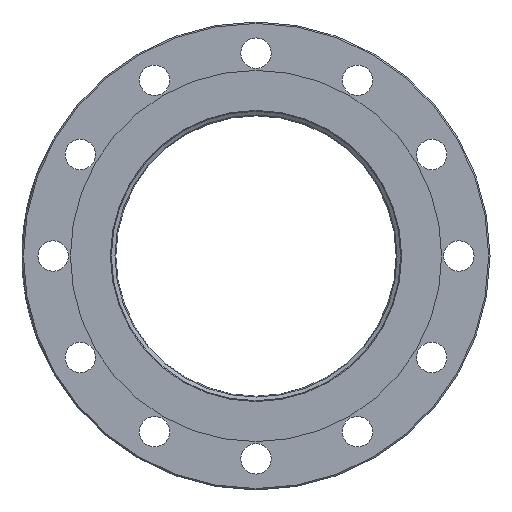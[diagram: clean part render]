
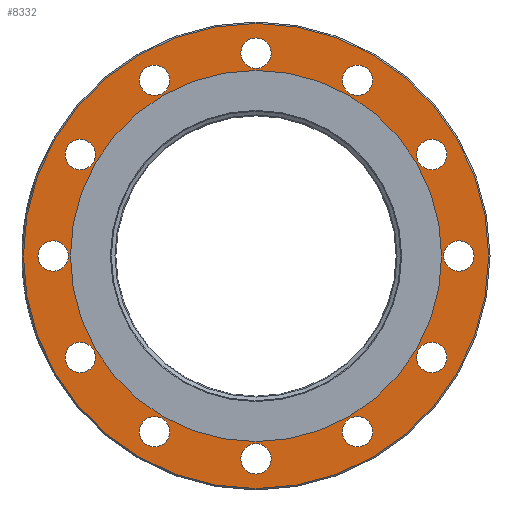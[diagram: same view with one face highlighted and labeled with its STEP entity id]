
A CAD part, left-side view. The second image highlights one B-rep face of the part: STEP entity #8332.
In plain terms, the highlighted planar face has unit normal (-1, 0, 0).
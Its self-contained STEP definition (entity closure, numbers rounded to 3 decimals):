
#300 = DIRECTION ( 'NONE',  ( -1., 0., 0. ) ) ;
#302 = FACE_BOUND ( 'NONE', #2876, .T. ) ;
#549 = DIRECTION ( 'NONE',  ( 1., 0., 0. ) ) ;
#659 = EDGE_LOOP ( 'NONE', ( #5128 ) ) ;
#865 = DIRECTION ( 'NONE',  ( 1., 0., 0. ) ) ;
#989 = EDGE_LOOP ( 'NONE', ( #6959 ) ) ;
#1020 = CARTESIAN_POINT ( 'NONE',  ( 3.962, -127.693, -73.724 ) ) ;
#1138 = DIRECTION ( 'NONE',  ( 0., -0.866, 0.5 ) ) ;
#1186 = CIRCLE ( 'NONE', #9311, 169.053 ) ;
#1251 = FACE_BOUND ( 'NONE', #8421, .T. ) ;
#1263 = AXIS2_PLACEMENT_3D ( 'NONE', #12759, #549, #1559 ) ;
#1337 = VERTEX_POINT ( 'NONE', #2735 ) ;
#1398 = EDGE_LOOP ( 'NONE', ( #3969 ) ) ;
#1464 = AXIS2_PLACEMENT_3D ( 'NONE', #10171, #7156, #13207 ) ;
#1559 = DIRECTION ( 'NONE',  ( 0., 0., -1. ) ) ;
#1651 = CARTESIAN_POINT ( 'NONE',  ( 3.962, 133.217, 64.155 ) ) ;
#1663 = VERTEX_POINT ( 'NONE', #5768 ) ;
#1692 = CARTESIAN_POINT ( 'NONE',  ( 3.962, 122.168, -83.292 ) ) ;
#1722 = FACE_BOUND ( 'NONE', #989, .T. ) ;
#1737 = CARTESIAN_POINT ( 'NONE',  ( 3.962, -147.447, 11.049 ) ) ;
#1896 = DIRECTION ( 'NONE',  ( 0., -0.5, 0.866 ) ) ;
#1980 = VERTEX_POINT ( 'NONE', #1737 ) ;
#2218 = FACE_BOUND ( 'NONE', #6419, .T. ) ;
#2231 = CARTESIAN_POINT ( 'NONE',  ( 3.962, 147.447, 0. ) ) ;
#2696 = FACE_BOUND ( 'NONE', #7079, .T. ) ;
#2735 = CARTESIAN_POINT ( 'NONE',  ( 3.962, -64.155, 133.217 ) ) ;
#2791 = VERTEX_POINT ( 'NONE', #10967 ) ;
#2826 = CIRCLE ( 'NONE', #1464, 11.049 ) ;
#2876 = EDGE_LOOP ( 'NONE', ( #11588 ) ) ;
#2901 = EDGE_CURVE ( 'NONE', #10635, #10635, #2826, .T. ) ;
#2980 = ORIENTED_EDGE ( 'NONE', *, *, #3245, .T. ) ;
#3055 = DIRECTION ( 'NONE',  ( 1., 0., 0. ) ) ;
#3084 = CIRCLE ( 'NONE', #4352, 11.049 ) ;
#3136 = CARTESIAN_POINT ( 'NONE',  ( 3.962, -73.724, 127.693 ) ) ;
#3245 = EDGE_CURVE ( 'NONE', #7138, #7138, #3423, .T. ) ;
#3249 = ORIENTED_EDGE ( 'NONE', *, *, #2901, .T. ) ;
#3365 = CARTESIAN_POINT ( 'NONE',  ( 3.962, 73.724, 127.693 ) ) ;
#3414 = EDGE_CURVE ( 'NONE', #11283, #11283, #8223, .T. ) ;
#3423 = CIRCLE ( 'NONE', #9505, 11.049 ) ;
#3455 = DIRECTION ( 'NONE',  ( 0., 0.866, -0.5 ) ) ;
#3496 = CIRCLE ( 'NONE', #11361, 11.049 ) ;
#3626 = CIRCLE ( 'NONE', #6877, 11.049 ) ;
#3715 = CIRCLE ( 'NONE', #7705, 11.049 ) ;
#3813 = CARTESIAN_POINT ( 'NONE',  ( 3.962, 0., 0. ) ) ;
#3938 = DIRECTION ( 'NONE',  ( 0., 0., -1. ) ) ;
#3969 = ORIENTED_EDGE ( 'NONE', *, *, #7919, .T. ) ;
#4067 = DIRECTION ( 'NONE',  ( 1., 0., 0. ) ) ;
#4086 = DIRECTION ( 'NONE',  ( 0., -1., 0. ) ) ;
#4095 = AXIS2_PLACEMENT_3D ( 'NONE', #10849, #10799, #6825 ) ;
#4125 = EDGE_CURVE ( 'NONE', #6322, #6322, #3715, .T. ) ;
#4187 = EDGE_CURVE ( 'NONE', #12223, #12223, #11408, .T. ) ;
#4296 = FACE_BOUND ( 'NONE', #11208, .T. ) ;
#4352 = AXIS2_PLACEMENT_3D ( 'NONE', #2231, #8406, #7334 ) ;
#4429 = EDGE_CURVE ( 'NONE', #7587, #7587, #8356, .T. ) ;
#4684 = PLANE ( 'NONE',  #1263 ) ;
#4773 = ORIENTED_EDGE ( 'NONE', *, *, #3414, .T. ) ;
#4872 = ORIENTED_EDGE ( 'NONE', *, *, #7290, .T. ) ;
#4977 = CIRCLE ( 'NONE', #10163, 134.874 ) ;
#5015 = VERTEX_POINT ( 'NONE', #6775 ) ;
#5128 = ORIENTED_EDGE ( 'NONE', *, *, #4187, .T. ) ;
#5242 = FACE_BOUND ( 'NONE', #7207, .T. ) ;
#5311 = CARTESIAN_POINT ( 'NONE',  ( 3.962, -127.693, 73.724 ) ) ;
#5377 = EDGE_CURVE ( 'NONE', #6639, #6639, #3626, .T. ) ;
#5473 = AXIS2_PLACEMENT_3D ( 'NONE', #6065, #13197, #4086 ) ;
#5506 = CARTESIAN_POINT ( 'NONE',  ( 3.962, 0., 0. ) ) ;
#5611 = AXIS2_PLACEMENT_3D ( 'NONE', #7921, #865, #10132 ) ;
#5768 = CARTESIAN_POINT ( 'NONE',  ( 3.962, 147.447, -11.049 ) ) ;
#5780 = DIRECTION ( 'NONE',  ( 1., 0., 0. ) ) ;
#5814 = CARTESIAN_POINT ( 'NONE',  ( 3.962, 0., -134.874 ) ) ;
#6064 = ORIENTED_EDGE ( 'NONE', *, *, #8169, .T. ) ;
#6065 = CARTESIAN_POINT ( 'NONE',  ( 3.962, 0., -147.447 ) ) ;
#6160 = CIRCLE ( 'NONE', #9250, 11.049 ) ;
#6322 = VERTEX_POINT ( 'NONE', #1651 ) ;
#6386 = FACE_BOUND ( 'NONE', #9779, .T. ) ;
#6419 = EDGE_LOOP ( 'NONE', ( #12639 ) ) ;
#6553 = DIRECTION ( 'NONE',  ( 0., 0., -1. ) ) ;
#6639 = VERTEX_POINT ( 'NONE', #6856 ) ;
#6690 = CARTESIAN_POINT ( 'NONE',  ( 3.962, 127.693, 73.724 ) ) ;
#6739 = DIRECTION ( 'NONE',  ( 0., 1., 0. ) ) ;
#6775 = CARTESIAN_POINT ( 'NONE',  ( 3.962, -11.049, -147.447 ) ) ;
#6825 = DIRECTION ( 'NONE',  ( 0., -0.866, -0.5 ) ) ;
#6856 = CARTESIAN_POINT ( 'NONE',  ( 3.962, 83.292, 122.168 ) ) ;
#6877 = AXIS2_PLACEMENT_3D ( 'NONE', #3365, #11517, #3455 ) ;
#6959 = ORIENTED_EDGE ( 'NONE', *, *, #11077, .T. ) ;
#7079 = EDGE_LOOP ( 'NONE', ( #3249 ) ) ;
#7138 = VERTEX_POINT ( 'NONE', #10829 ) ;
#7156 = DIRECTION ( 'NONE',  ( 1., 0., 0. ) ) ;
#7207 = EDGE_LOOP ( 'NONE', ( #4773 ) ) ;
#7290 = EDGE_CURVE ( 'NONE', #1980, #1980, #12440, .T. ) ;
#7296 = EDGE_LOOP ( 'NONE', ( #11331 ) ) ;
#7334 = DIRECTION ( 'NONE',  ( 0., 0., -1. ) ) ;
#7342 = FACE_BOUND ( 'NONE', #12956, .T. ) ;
#7351 = DIRECTION ( 'NONE',  ( 1., 0., 0. ) ) ;
#7587 = VERTEX_POINT ( 'NONE', #7877 ) ;
#7705 = AXIS2_PLACEMENT_3D ( 'NONE', #6690, #12954, #10936 ) ;
#7814 = EDGE_LOOP ( 'NONE', ( #11320 ) ) ;
#7815 = FACE_BOUND ( 'NONE', #10220, .T. ) ;
#7877 = CARTESIAN_POINT ( 'NONE',  ( 3.962, -83.292, -122.168 ) ) ;
#7919 = EDGE_CURVE ( 'NONE', #1663, #1663, #3084, .T. ) ;
#7921 = CARTESIAN_POINT ( 'NONE',  ( 3.962, -147.447, 0. ) ) ;
#8169 = EDGE_CURVE ( 'NONE', #1337, #1337, #3496, .T. ) ;
#8223 = CIRCLE ( 'NONE', #4095, 11.049 ) ;
#8243 = DIRECTION ( 'NONE',  ( 0., 0.866, 0.5 ) ) ;
#8295 = ORIENTED_EDGE ( 'NONE', *, *, #4429, .T. ) ;
#8332 = ADVANCED_FACE ( 'NONE', ( #12270, #2696, #5242, #2218, #4296, #7815, #1251, #6386, #7342, #9549, #302, #12752, #13237, #1722 ), #4684, .F. ) ;
#8356 = CIRCLE ( 'NONE', #12657, 11.049 ) ;
#8406 = DIRECTION ( 'NONE',  ( 1., 0., 0. ) ) ;
#8421 = EDGE_LOOP ( 'NONE', ( #4872 ) ) ;
#8423 = DIRECTION ( 'NONE',  ( 0., 0.5, 0.866 ) ) ;
#8755 = CARTESIAN_POINT ( 'NONE',  ( 3.962, -122.168, 83.292 ) ) ;
#8798 = EDGE_CURVE ( 'NONE', #5015, #5015, #11625, .T. ) ;
#8847 = CARTESIAN_POINT ( 'NONE',  ( 3.962, 64.155, -133.217 ) ) ;
#9250 = AXIS2_PLACEMENT_3D ( 'NONE', #5311, #7351, #8423 ) ;
#9311 = AXIS2_PLACEMENT_3D ( 'NONE', #5506, #300, #6553 ) ;
#9505 = AXIS2_PLACEMENT_3D ( 'NONE', #1020, #12088, #1896 ) ;
#9549 = FACE_BOUND ( 'NONE', #659, .T. ) ;
#9779 = EDGE_LOOP ( 'NONE', ( #11050 ) ) ;
#9848 = CARTESIAN_POINT ( 'NONE',  ( 3.962, 0., 147.447 ) ) ;
#10132 = DIRECTION ( 'NONE',  ( 0., 0., 1. ) ) ;
#10163 = AXIS2_PLACEMENT_3D ( 'NONE', #3813, #12020, #3938 ) ;
#10171 = CARTESIAN_POINT ( 'NONE',  ( 3.962, 127.693, -73.724 ) ) ;
#10220 = EDGE_LOOP ( 'NONE', ( #2980 ) ) ;
#10396 = EDGE_CURVE ( 'NONE', #2791, #2791, #1186, .T. ) ;
#10434 = AXIS2_PLACEMENT_3D ( 'NONE', #9848, #5780, #6739 ) ;
#10635 = VERTEX_POINT ( 'NONE', #1692 ) ;
#10799 = DIRECTION ( 'NONE',  ( 1., 0., 0. ) ) ;
#10829 = CARTESIAN_POINT ( 'NONE',  ( 3.962, -133.217, -64.155 ) ) ;
#10849 = CARTESIAN_POINT ( 'NONE',  ( 3.962, 73.724, -127.693 ) ) ;
#10936 = DIRECTION ( 'NONE',  ( 0., 0.5, -0.866 ) ) ;
#10967 = CARTESIAN_POINT ( 'NONE',  ( 3.962, 0., -169.053 ) ) ;
#11009 = CARTESIAN_POINT ( 'NONE',  ( 3.962, 11.049, 147.447 ) ) ;
#11050 = ORIENTED_EDGE ( 'NONE', *, *, #13028, .T. ) ;
#11077 = EDGE_CURVE ( 'NONE', #13171, #13171, #4977, .T. ) ;
#11208 = EDGE_LOOP ( 'NONE', ( #8295 ) ) ;
#11283 = VERTEX_POINT ( 'NONE', #8847 ) ;
#11320 = ORIENTED_EDGE ( 'NONE', *, *, #10396, .T. ) ;
#11331 = ORIENTED_EDGE ( 'NONE', *, *, #4125, .T. ) ;
#11361 = AXIS2_PLACEMENT_3D ( 'NONE', #3136, #4067, #8243 ) ;
#11408 = CIRCLE ( 'NONE', #10434, 11.049 ) ;
#11517 = DIRECTION ( 'NONE',  ( 1., 0., 0. ) ) ;
#11588 = ORIENTED_EDGE ( 'NONE', *, *, #5377, .T. ) ;
#11625 = CIRCLE ( 'NONE', #5473, 11.049 ) ;
#12020 = DIRECTION ( 'NONE',  ( 1., 0., 0. ) ) ;
#12088 = DIRECTION ( 'NONE',  ( 1., 0., 0. ) ) ;
#12207 = VERTEX_POINT ( 'NONE', #8755 ) ;
#12223 = VERTEX_POINT ( 'NONE', #11009 ) ;
#12270 = FACE_OUTER_BOUND ( 'NONE', #7814, .T. ) ;
#12375 = CARTESIAN_POINT ( 'NONE',  ( 3.962, -73.724, -127.693 ) ) ;
#12440 = CIRCLE ( 'NONE', #5611, 11.049 ) ;
#12639 = ORIENTED_EDGE ( 'NONE', *, *, #8798, .T. ) ;
#12657 = AXIS2_PLACEMENT_3D ( 'NONE', #12375, #3055, #1138 ) ;
#12752 = FACE_BOUND ( 'NONE', #7296, .T. ) ;
#12759 = CARTESIAN_POINT ( 'NONE',  ( 3.962, 0., 0. ) ) ;
#12954 = DIRECTION ( 'NONE',  ( 1., 0., 0. ) ) ;
#12956 = EDGE_LOOP ( 'NONE', ( #6064 ) ) ;
#13028 = EDGE_CURVE ( 'NONE', #12207, #12207, #6160, .T. ) ;
#13171 = VERTEX_POINT ( 'NONE', #5814 ) ;
#13197 = DIRECTION ( 'NONE',  ( 1., 0., 0. ) ) ;
#13207 = DIRECTION ( 'NONE',  ( 0., -0.5, -0.866 ) ) ;
#13237 = FACE_BOUND ( 'NONE', #1398, .T. ) ;
